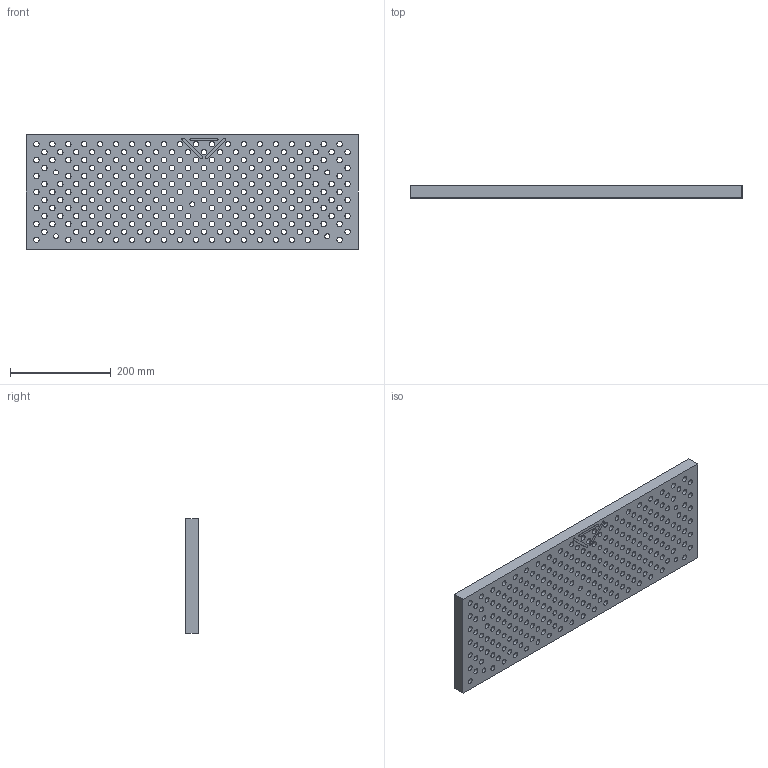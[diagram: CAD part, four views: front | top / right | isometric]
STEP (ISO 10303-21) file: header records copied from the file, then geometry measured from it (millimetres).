
FILE_DESCRIPTION(/* description */ (''),/* implementation_level */ '2;1');
FILE_NAME(/* name */ 'Precision_Matthews_PM25_26x12.step',/* time_stamp */ '2020-05-19T13:06:55-04:00',/* author */ (''),/* organization */ (''),/* preprocessor_version */ 'ST-DEVELOPER v18.1',/* originating_system */ 'Autodesk Translation Framework v9.3.0.1241',/* authorisation */ '');
FILE_SCHEMA (('AUTOMOTIVE_DESIGN { 1 0 10303 214 3 1 1 }'));
Length unit declared in the file: inch
Products named in the file (1): 26x9
Bounding box: 660.4 x 24.13 x 228.6 mm (x, y, z)
Volume: 3021264 mm3; surface area: 516828.8 mm2
Topology: 1 solids, 1 shells, 790 faces, 1590 edges, 1060 vertices
Faces by surface type: cylinder 516, plane 274
Full cylindrical faces by diameter (mm): 9.779 x5, 10.808 x250, 12.725 x250, 14.478 x5
Entity records: 22181 total; most frequent: DIRECTION 4204, CARTESIAN_POINT 3441, ORIENTED_EDGE 3180, AXIS2_PLACEMENT_3D 1823, EDGE_CURVE 1590, EDGE_LOOP 1558, VERTEX_POINT 1060, CIRCLE 1032
